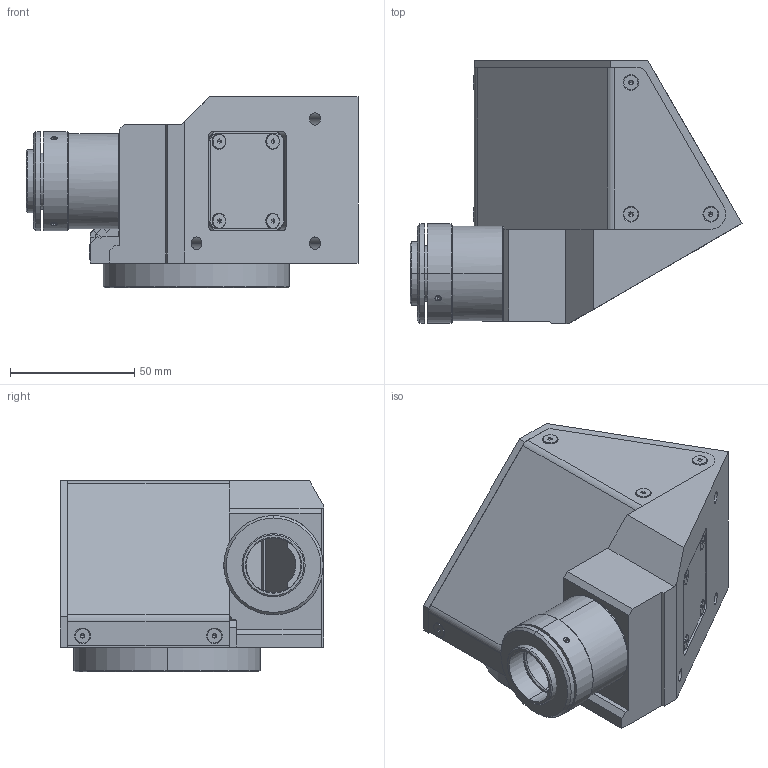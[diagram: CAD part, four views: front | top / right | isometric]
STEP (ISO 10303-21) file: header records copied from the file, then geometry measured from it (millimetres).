
FILE_DESCRIPTION (( 'STEP AP203' ), '1' );
FILE_NAME ('DP23939_TCCR23048.step', '2021-10-14T10:09:58', ( '' ), ( '' ), 'SwSTEP 2.0', 'SolidWorks 2021', '' );
FILE_SCHEMA (( 'CONFIG_CONTROL_DESIGN' ));
Length unit declared in the file: millimetre
Products named in the file (1): DP23939_TCCR23048
Bounding box: 133.6 x 106 x 77.19 mm (x, y, z)
Surface area: 58395.9 mm2 (no closed solid volume)
Topology: 0 solids, 41 shells, 293 faces, 992 edges, 712 vertices
Faces by surface type: plane 129, cylinder 92, cone 70, sphere 2
Entity records: 10804 total; most frequent: CARTESIAN_POINT 2125, DIRECTION 1892, ORIENTED_EDGE 1470, EDGE_CURVE 966, VERTEX_POINT 712, AXIS2_PLACEMENT_3D 647, LINE 598, VECTOR 598
